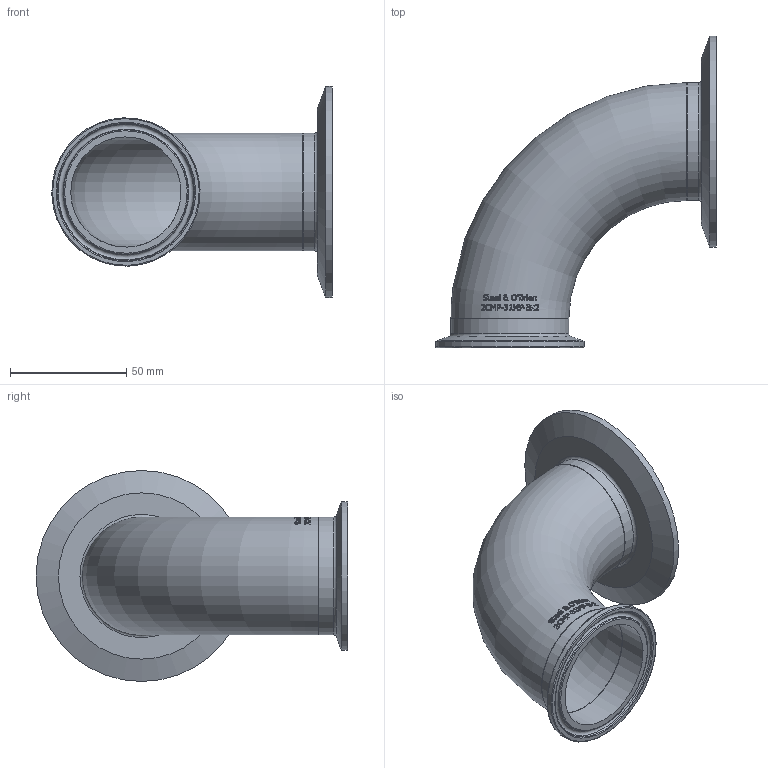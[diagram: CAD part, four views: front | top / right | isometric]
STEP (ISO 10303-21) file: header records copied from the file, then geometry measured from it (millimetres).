
FILE_DESCRIPTION(/* description */ (''),/* implementation_level */ '2;1');
FILE_NAME(/* name */ '2CMP-31MP-3X2.stp',/* time_stamp */ '2022-02-22T17:32:47-05:00',/* author */ ('rick'),/* organization */ (''),/* preprocessor_version */ 'ST-DEVELOPER v18.1',/* originating_system */ 'Autodesk Inventor 2020',/* authorisation */ '');
FILE_SCHEMA (('AUTOMOTIVE_DESIGN { 1 0 10303 214 3 1 1 }'));
Length unit declared in the file: inch
Products named in the file (1): 2CMP-31MP-3X2
Bounding box: 120.84 x 134.35 x 90.91 mm (x, y, z)
Volume: 64110.4 mm3; surface area: 57043.8 mm2
Topology: 1 solids, 1 shells, 470 faces, 1308 edges, 884 vertices
Faces by surface type: bspline 212, plane 193, torus 53, cylinder 6, cone 6
Full cylindrical faces by diameter (mm): 47.498 x2, 50.8 x2, 63.906 x1, 90.907 x1
Entity records: 19877 total; most frequent: CARTESIAN_POINT 9764, ORIENTED_EDGE 2616, EDGE_CURVE 1308, DIRECTION 1142, VERTEX_POINT 884, B_SPLINE_CURVE_WITH_KNOTS 792, EDGE_LOOP 516, FACE_OUTER_BOUND 470
